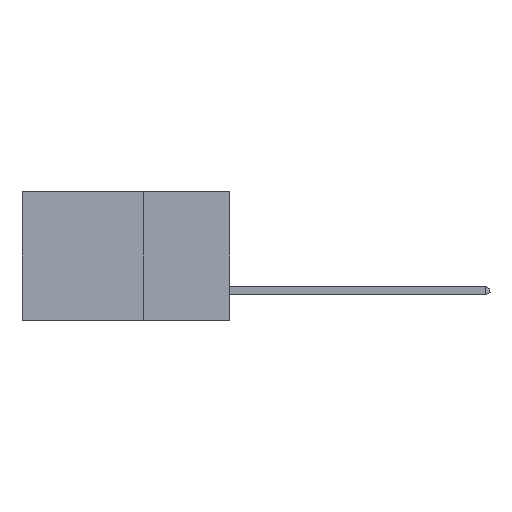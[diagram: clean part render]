
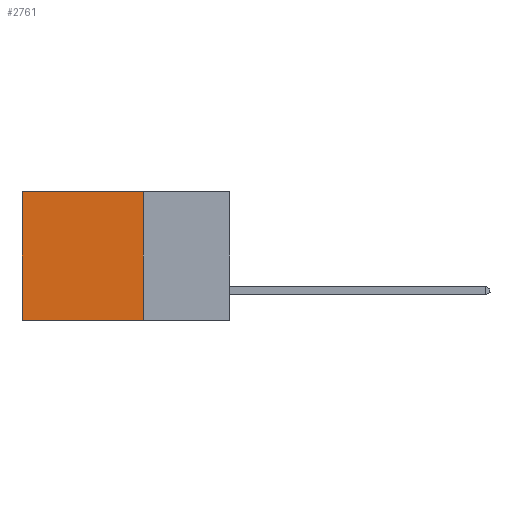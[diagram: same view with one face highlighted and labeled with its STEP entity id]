
A CAD part, left-side view. The second image highlights one B-rep face of the part: STEP entity #2761.
In plain terms, the highlighted planar face has unit normal (-1, 0, 0).
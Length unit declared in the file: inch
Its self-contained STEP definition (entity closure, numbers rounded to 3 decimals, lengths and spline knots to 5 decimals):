
#119 = ORIENTED_EDGE ( 'NONE', *, *, #2145, .F. ) ;
#620 = ORIENTED_EDGE ( 'NONE', *, *, #4241, .T. ) ;
#861 = CARTESIAN_POINT ( 'NONE',  ( 0.298, 0.25, -0.37 ) ) ;
#1637 = PLANE ( 'NONE',  #10879 ) ;
#2001 = CARTESIAN_POINT ( 'NONE',  ( 0.298, 0.25, 0. ) ) ;
#2126 = VECTOR ( 'NONE', #11423, 39.37008 ) ;
#2145 = EDGE_CURVE ( 'NONE', #2331, #10679, #10062, .T. ) ;
#2320 = CARTESIAN_POINT ( 'NONE',  ( 0.298, 0.25, 0. ) ) ;
#2331 = VERTEX_POINT ( 'NONE', #2320 ) ;
#2761 = ADVANCED_FACE ( 'NONE', ( #3311 ), #1637, .F. ) ;
#2923 = EDGE_CURVE ( 'NONE', #2331, #3891, #10628, .T. ) ;
#3110 = LINE ( 'NONE', #7131, #7800 ) ;
#3184 = ORIENTED_EDGE ( 'NONE', *, *, #11435, .F. ) ;
#3311 = FACE_OUTER_BOUND ( 'NONE', #6032, .T. ) ;
#3891 = VERTEX_POINT ( 'NONE', #10044 ) ;
#4212 = CARTESIAN_POINT ( 'NONE',  ( 0.298, 0.25, 0. ) ) ;
#4241 = EDGE_CURVE ( 'NONE', #3891, #8784, #3110, .T. ) ;
#4430 = DIRECTION ( 'NONE',  ( 1., 0., 0. ) ) ;
#4654 = VECTOR ( 'NONE', #11854, 39.37008 ) ;
#5341 = DIRECTION ( 'NONE',  ( 0., 0., -1. ) ) ;
#6032 = EDGE_LOOP ( 'NONE', ( #620, #3184, #119, #8957 ) ) ;
#7131 = CARTESIAN_POINT ( 'NONE',  ( 0.298, 0.6, 0. ) ) ;
#7418 = DIRECTION ( 'NONE',  ( 0., 1., 0. ) ) ;
#7800 = VECTOR ( 'NONE', #9079, 39.37008 ) ;
#8784 = VERTEX_POINT ( 'NONE', #9913 ) ;
#8957 = ORIENTED_EDGE ( 'NONE', *, *, #2923, .T. ) ;
#9079 = DIRECTION ( 'NONE',  ( 0., 0., -1. ) ) ;
#9105 = CARTESIAN_POINT ( 'NONE',  ( 0.298, 0.25, 0. ) ) ;
#9913 = CARTESIAN_POINT ( 'NONE',  ( 0.298, 0.6, -0.37 ) ) ;
#10016 = VECTOR ( 'NONE', #7418, 39.37008 ) ;
#10044 = CARTESIAN_POINT ( 'NONE',  ( 0.298, 0.6, 0. ) ) ;
#10062 = LINE ( 'NONE', #4212, #4654 ) ;
#10183 = LINE ( 'NONE', #861, #10016 ) ;
#10628 = LINE ( 'NONE', #2001, #2126 ) ;
#10679 = VERTEX_POINT ( 'NONE', #11348 ) ;
#10879 = AXIS2_PLACEMENT_3D ( 'NONE', #9105, #4430, #5341 ) ;
#11348 = CARTESIAN_POINT ( 'NONE',  ( 0.298, 0.25, -0.37 ) ) ;
#11423 = DIRECTION ( 'NONE',  ( 0., 1., 0. ) ) ;
#11435 = EDGE_CURVE ( 'NONE', #10679, #8784, #10183, .T. ) ;
#11854 = DIRECTION ( 'NONE',  ( 0., 0., -1. ) ) ;
